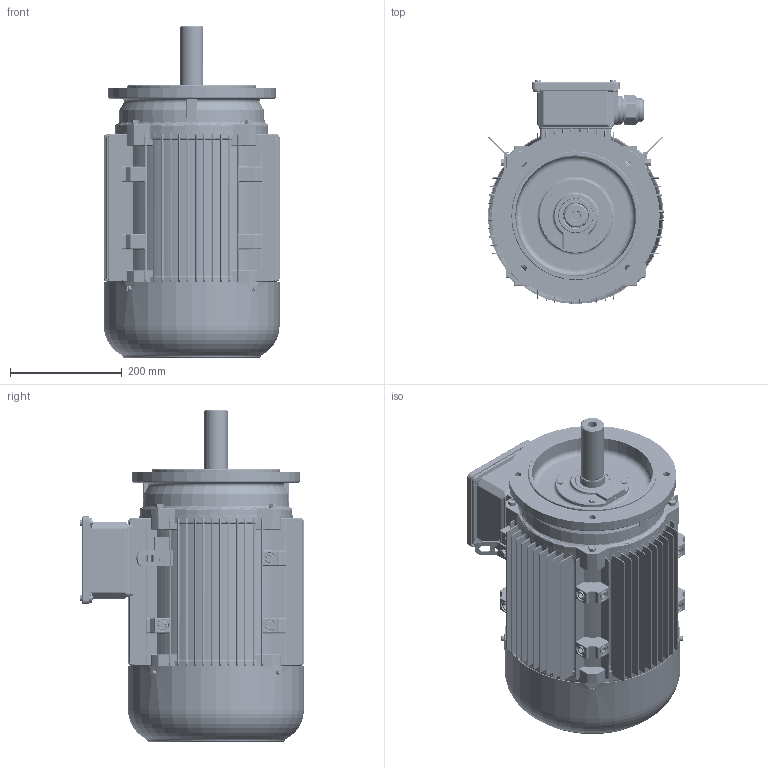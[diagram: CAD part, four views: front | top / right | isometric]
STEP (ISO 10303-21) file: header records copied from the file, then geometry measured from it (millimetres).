
FILE_DESCRIPTION(/* description */ (''),/* implementation_level */ '2;1');
FILE_NAME(/* name */ 'JL3-160M-B14B.stp',/* time_stamp */ '2017-12-05T13:56:50+08:00',/* author */ (''),/* organization */ (''),/* preprocessor_version */ 'ST-DEVELOPER v16',/* originating_system */ 'SIEMENS PLM Software NX 10.0',/* authorisation */ '');
FILE_SCHEMA (('AUTOMOTIVE_DESIGN { 1 0 10303 214 3 1 1 1 }'));
Products named in the file (1): JL3-160M-B14B
Bounding box: 315 x 399.7 x 592.99 mm (x, y, z)
Volume: 7047120.5 mm3; surface area: 2501609.6 mm2
Topology: 61 solids, 61 shells, 8067 faces, 20851 edges, 13155 vertices
Faces by surface type: plane 3763, cylinder 1950, bspline 1110, torus 734, cone 263, sphere 247
Full cylindrical faces by diameter (mm): 4.48 x5, 5 x5, 5.3 x5, 5.35 x4, 6 x4, 7.188 x8, 8 x15, 8.58 x2, 9.1 x8, 10 x9, 12 x4, 12.1 x2, 14.785 x2, 16 x1, 27.5 x1, 32.5 x3, 37.5 x5, 38.2 x1, 38.75 x6, 40 x7, 41.25 x6, 43.125 x1, 45 x1, 52 x1, 53.125 x1, 62 x1, 65 x1, 66 x1, 100.01 x1, 132 x1
Entity records: 296185 total; most frequent: CARTESIAN_POINT 109192, ORIENTED_EDGE 40998, DIRECTION 34425, EDGE_CURVE 20499, VERTEX_POINT 13029, LINE 11551, VECTOR 11551, AXIS2_PLACEMENT_3D 11437
